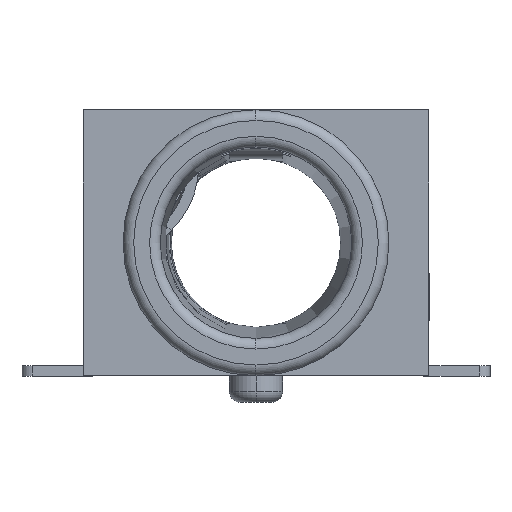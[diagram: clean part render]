
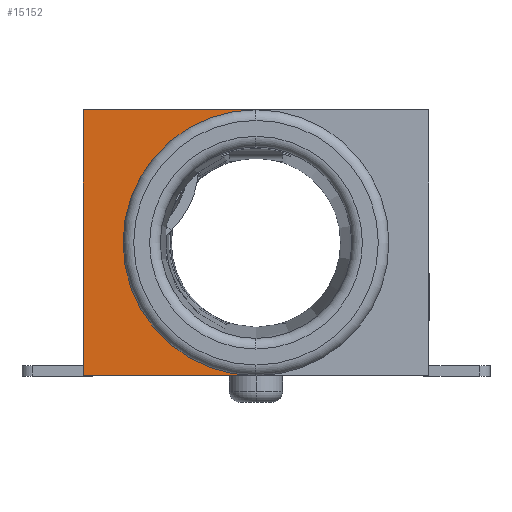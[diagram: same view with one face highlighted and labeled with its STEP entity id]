
A CAD part, left-side view. The second image highlights one B-rep face of the part: STEP entity #15152.
In plain terms, the highlighted planar face has unit normal (-1, 0, 0).
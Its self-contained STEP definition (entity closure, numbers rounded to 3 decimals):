
#1075 = CARTESIAN_POINT ( 'NONE',  ( -2.1, 3.25, 5.01 ) ) ;
#2659 = LINE ( 'NONE', #1075, #19755 ) ;
#2790 = AXIS2_PLACEMENT_3D ( 'NONE', #5387, #16024, #8464 ) ;
#3104 = VERTEX_POINT ( 'NONE', #9724 ) ;
#3108 = CARTESIAN_POINT ( 'NONE',  ( -2.1, 3.25, 0.01 ) ) ;
#5387 = CARTESIAN_POINT ( 'NONE',  ( -2.1, 0., 2.51 ) ) ;
#5946 = ORIENTED_EDGE ( 'NONE', *, *, #10026, .F. ) ;
#6176 = CARTESIAN_POINT ( 'NONE',  ( -2.1, 0., 5.01 ) ) ;
#6347 = VECTOR ( 'NONE', #13856, 1000. ) ;
#6695 = CARTESIAN_POINT ( 'NONE',  ( -2.1, 0., 0.01 ) ) ;
#6869 = ORIENTED_EDGE ( 'NONE', *, *, #22887, .F. ) ;
#7135 = DIRECTION ( 'NONE',  ( 0., 0., -1. ) ) ;
#7755 = PLANE ( 'NONE',  #21833 ) ;
#8464 = DIRECTION ( 'NONE',  ( 0., 0., 1. ) ) ;
#8518 = EDGE_CURVE ( 'NONE', #3104, #8992, #23010, .T. ) ;
#8962 = LINE ( 'NONE', #23591, #14540 ) ;
#8992 = VERTEX_POINT ( 'NONE', #6695 ) ;
#9713 = DIRECTION ( 'NONE',  ( 1., 0., 0. ) ) ;
#9724 = CARTESIAN_POINT ( 'NONE',  ( -2.1, 3.25, 0.01 ) ) ;
#9816 = ORIENTED_EDGE ( 'NONE', *, *, #17934, .T. ) ;
#9860 = EDGE_LOOP ( 'NONE', ( #5946, #6869, #9816, #15137 ) ) ;
#10026 = EDGE_CURVE ( 'NONE', #12100, #8992, #14250, .T. ) ;
#12100 = VERTEX_POINT ( 'NONE', #6176 ) ;
#13856 = DIRECTION ( 'NONE',  ( 0., -1., 0. ) ) ;
#14250 = CIRCLE ( 'NONE', #2790, 2.5 ) ;
#14540 = VECTOR ( 'NONE', #7135, 1000. ) ;
#15071 = DIRECTION ( 'NONE',  ( 0., 0., -1. ) ) ;
#15137 = ORIENTED_EDGE ( 'NONE', *, *, #8518, .T. ) ;
#15152 = ADVANCED_FACE ( 'NONE', ( #18683 ), #7755, .F. ) ;
#16024 = DIRECTION ( 'NONE',  ( -1., 0., 0. ) ) ;
#16918 = CARTESIAN_POINT ( 'NONE',  ( -2.1, 3.25, 5.01 ) ) ;
#17934 = EDGE_CURVE ( 'NONE', #21445, #3104, #8962, .T. ) ;
#18683 = FACE_OUTER_BOUND ( 'NONE', #9860, .T. ) ;
#19755 = VECTOR ( 'NONE', #22575, 1000. ) ;
#21445 = VERTEX_POINT ( 'NONE', #16918 ) ;
#21833 = AXIS2_PLACEMENT_3D ( 'NONE', #22548, #9713, #15071 ) ;
#22548 = CARTESIAN_POINT ( 'NONE',  ( -2.1, 3.25, 5.01 ) ) ;
#22575 = DIRECTION ( 'NONE',  ( 0., -1., 0. ) ) ;
#22887 = EDGE_CURVE ( 'NONE', #21445, #12100, #2659, .T. ) ;
#23010 = LINE ( 'NONE', #3108, #6347 ) ;
#23591 = CARTESIAN_POINT ( 'NONE',  ( -2.1, 3.25, 5.01 ) ) ;
